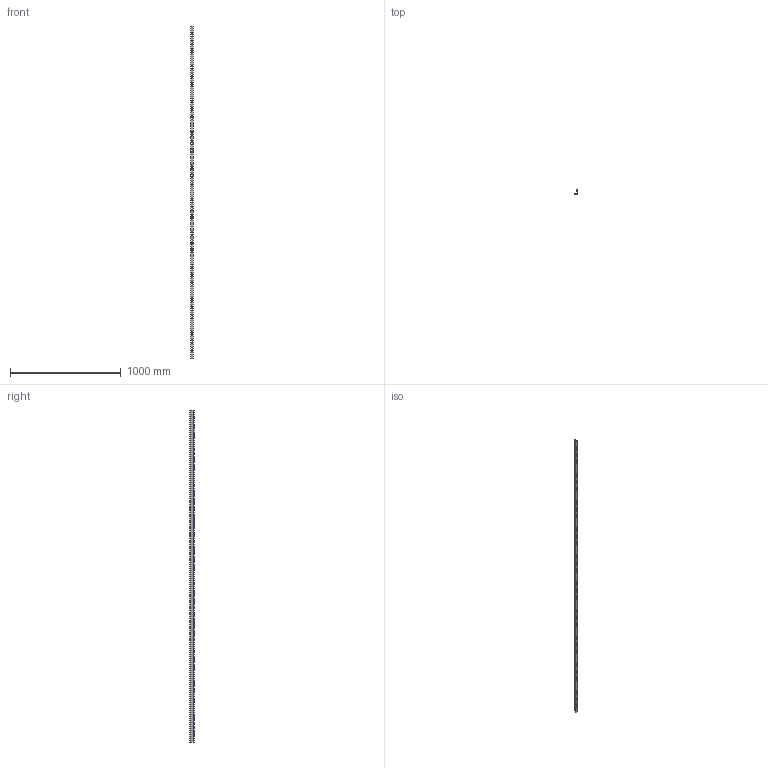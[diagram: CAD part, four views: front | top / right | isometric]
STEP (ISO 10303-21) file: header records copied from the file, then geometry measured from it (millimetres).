
FILE_DESCRIPTION (( 'STEP AP214' ), '1' );
FILE_NAME ('6062025.stp', '2022-01-18T12:16:29', ( '' ), ( '' ), 'SwSTEP 2.0', 'SolidWorks 2020', '' );
FILE_SCHEMA (( 'AUTOMOTIVE_DESIGN' ));
Length unit declared in the file: millimetre
Products named in the file (1): 6062025
Bounding box: 26 x 41 x 2995 mm (x, y, z)
Volume: 179693.7 mm3; surface area: 485779.4 mm2
Topology: 1 solids, 1 shells, 154 faces, 440 edges, 288 vertices
Faces by surface type: plane 90, cylinder 64
Entity records: 5178 total; most frequent: CARTESIAN_POINT 883, ORIENTED_EDGE 880, DIRECTION 878, EDGE_CURVE 440, LINE 312, VECTOR 312, VERTEX_POINT 288, AXIS2_PLACEMENT_3D 283
